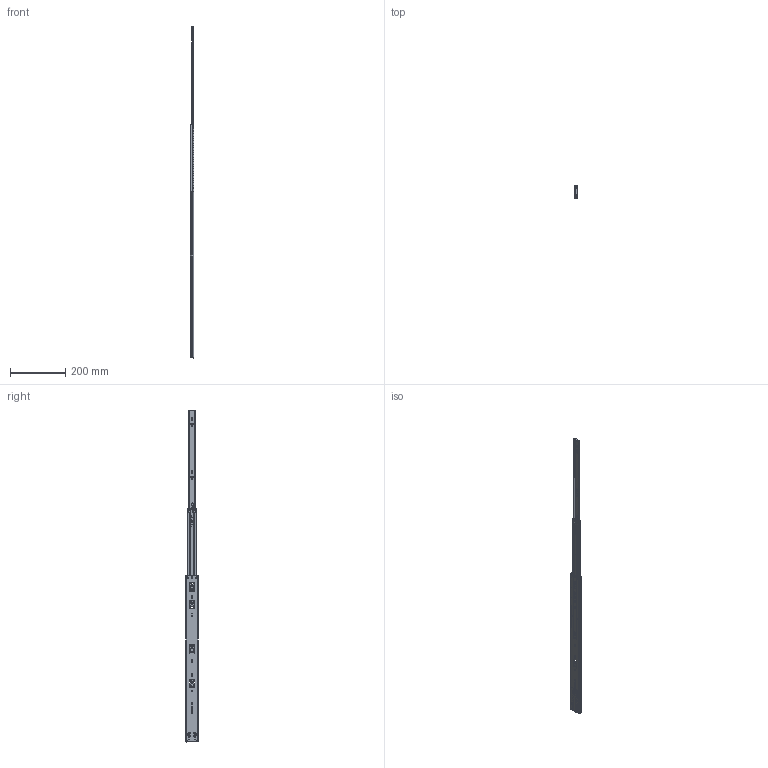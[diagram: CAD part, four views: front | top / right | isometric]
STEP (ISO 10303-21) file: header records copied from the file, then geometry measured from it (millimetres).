
FILE_DESCRIPTION (( 'STEP AP214' ), '1' );
FILE_NAME ('45#Ë«»º³å24´çopen.STEP', '2024-10-10T08:32:06', ( '' ), ( '' ), 'SwSTEP 2.0', 'SolidWorks 2016', '' );
FILE_SCHEMA (( 'AUTOMOTIVE_DESIGN' ));
Length unit declared in the file: millimetre
Products named in the file (13): 邧遣蝶諶; 45#邧遣喳笢寢24渡; 45紩殤24渡; 導邧粟; 詩紩4.72; 導邧2; 45#邧遣喳囀寢24渡; 45中轨胶塞; 45#邧遣喳俋寢24渡; 45癹弇坶; 45#邧遣喳24渡open; 紩沭235; 導邧1
Assembly tree (78 placements, depth 3):
  45#邧遣喳24渡open
    45#邧遣喳俋寢24渡
    45#邧遣喳笢寢24渡
    45#邧遣喳囀寢24渡
    45紩殤24渡
    詩紩4.72  x66
    紩沭235  x2
    導邧粟
      導邧1
      導邧2
    45中轨胶塞
    邧遣蝶諶
    45癹弇坶
Bounding box: 13.23 x 45.47 x 1202.01 mm (x, y, z)
Volume: 136043.5 mm3; surface area: 231531.6 mm2
Topology: 85 solids, 85 shells, 3861 faces, 10840 edges, 6643 vertices
Faces by surface type: plane 1484, cylinder 1211, sphere 416, bspline 381, torus 334, cone 35
Entity records: 114014 total; most frequent: CARTESIAN_POINT 30762, ORIENTED_EDGE 18168, DIRECTION 16430, EDGE_CURVE 9084, AXIS2_PLACEMENT_3D 5913, VERTEX_POINT 5691, VECTOR 4604, LINE 4604
